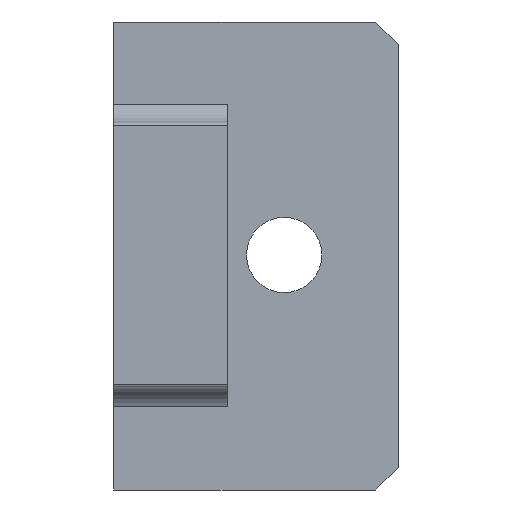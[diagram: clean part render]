
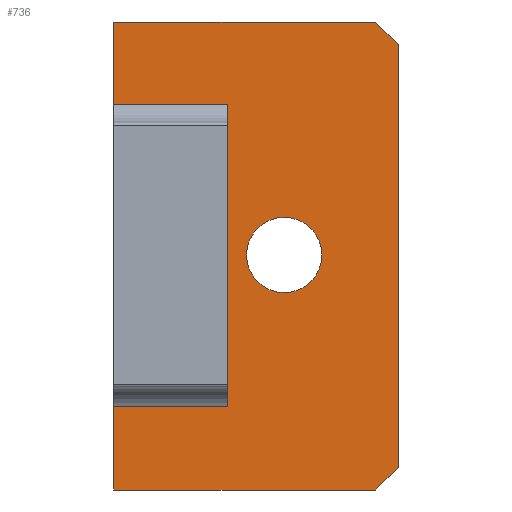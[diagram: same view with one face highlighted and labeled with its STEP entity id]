
A CAD part, front view. The second image highlights one B-rep face of the part: STEP entity #736.
In plain terms, the highlighted planar face has unit normal (0, -1, 0).
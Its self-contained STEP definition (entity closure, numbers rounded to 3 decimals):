
#113=CARTESIAN_POINT('',(284.945,584.551,290.085));
#114=DIRECTION('',(0.,-1.,0.));
#115=DIRECTION('',(1.,0.,0.));
#116=AXIS2_PLACEMENT_3D('',#113,#114,#115);
#118=CARTESIAN_POINT('',(284.945,584.551,290.085));
#119=DIRECTION('',(0.,-1.,0.));
#120=DIRECTION('',(-1.,0.,0.));
#121=AXIS2_PLACEMENT_3D('',#118,#119,#120);
#123=DIRECTION('',(-1.,0.,0.));
#124=VECTOR('',#123,10.);
#125=CARTESIAN_POINT('',(280.,584.551,276.856));
#126=LINE('',#125,#124);
#127=DIRECTION('',(-1.,0.,0.));
#128=VECTOR('',#127,10.);
#129=CARTESIAN_POINT('',(280.,584.551,303.314));
#130=LINE('',#129,#128);
#131=DIRECTION('',(0.,0.,1.));
#132=VECTOR('',#131,7.186);
#133=CARTESIAN_POINT('',(270.,584.551,303.314));
#134=LINE('',#133,#132);
#135=DIRECTION('',(1.,0.,0.));
#136=VECTOR('',#135,22.95);
#137=CARTESIAN_POINT('',(270.,584.551,310.5));
#138=LINE('',#137,#136);
#139=DIRECTION('',(0.707,0.,-0.707));
#140=VECTOR('',#139,2.828);
#141=CARTESIAN_POINT('',(292.95,584.551,310.5));
#142=LINE('',#141,#140);
#143=DIRECTION('',(-0.707,0.,-0.707));
#144=VECTOR('',#143,2.828);
#145=CARTESIAN_POINT('',(294.95,584.551,271.5));
#146=LINE('',#145,#144);
#147=DIRECTION('',(0.,0.,1.));
#148=VECTOR('',#147,7.356);
#149=CARTESIAN_POINT('',(270.,584.551,269.5));
#150=LINE('',#149,#148);
#212=DIRECTION('',(0.,0.,1.));
#213=VECTOR('',#212,37.);
#214=CARTESIAN_POINT('',(294.95,584.551,271.5));
#215=LINE('',#214,#213);
#240=DIRECTION('',(1.,0.,0.));
#241=VECTOR('',#240,22.95);
#242=CARTESIAN_POINT('',(270.,584.551,269.5));
#243=LINE('',#242,#241);
#341=DIRECTION('',(0.,0.,-1.));
#342=VECTOR('',#341,26.458);
#343=CARTESIAN_POINT('',(280.,584.551,303.314));
#344=LINE('',#343,#342);
#430=CARTESIAN_POINT('',(270.,584.551,269.5));
#432=VERTEX_POINT('',#430);
#439=CARTESIAN_POINT('',(270.,584.551,310.5));
#440=VERTEX_POINT('',#439);
#441=CARTESIAN_POINT('',(294.95,584.551,271.5));
#442=CARTESIAN_POINT('',(292.95,584.551,269.5));
#443=VERTEX_POINT('',#441);
#444=VERTEX_POINT('',#442);
#445=CARTESIAN_POINT('',(292.95,584.551,310.5));
#446=VERTEX_POINT('',#445);
#447=CARTESIAN_POINT('',(294.95,584.551,308.5));
#448=VERTEX_POINT('',#447);
#465=CARTESIAN_POINT('',(288.245,584.551,290.085));
#466=CARTESIAN_POINT('',(281.645,584.551,290.085));
#467=VERTEX_POINT('',#465);
#468=VERTEX_POINT('',#466);
#545=CARTESIAN_POINT('',(270.,584.551,276.856));
#546=VERTEX_POINT('',#545);
#547=CARTESIAN_POINT('',(270.,584.551,303.314));
#549=VERTEX_POINT('',#547);
#557=CARTESIAN_POINT('',(280.,584.551,276.856));
#558=VERTEX_POINT('',#557);
#559=CARTESIAN_POINT('',(280.,584.551,303.314));
#560=VERTEX_POINT('',#559);
#706=CARTESIAN_POINT('',(270.,584.551,310.5));
#707=DIRECTION('',(0.,-1.,0.));
#708=DIRECTION('',(0.,0.,-1.));
#709=AXIS2_PLACEMENT_3D('',#706,#707,#708);
#710=PLANE('',#709);
#712=ORIENTED_EDGE('',*,*,#711,.F.);
#714=ORIENTED_EDGE('',*,*,#713,.F.);
#715=ORIENTED_EDGE('',*,*,#698,.T.);
#716=ORIENTED_EDGE('',*,*,#606,.T.);
#718=ORIENTED_EDGE('',*,*,#717,.T.);
#720=ORIENTED_EDGE('',*,*,#719,.T.);
#722=ORIENTED_EDGE('',*,*,#721,.F.);
#724=ORIENTED_EDGE('',*,*,#723,.T.);
#726=ORIENTED_EDGE('',*,*,#725,.F.);
#727=ORIENTED_EDGE('',*,*,#594,.T.);
#728=EDGE_LOOP('',(#712,#714,#715,#716,#718,#720,#722,#724,#726,#727));
#729=FACE_OUTER_BOUND('',#728,.F.);
#731=ORIENTED_EDGE('',*,*,#730,.T.);
#733=ORIENTED_EDGE('',*,*,#732,.T.);
#734=EDGE_LOOP('',(#731,#733));
#735=FACE_BOUND('',#734,.F.);
#736=ADVANCED_FACE('',(#729,#735),#710,.T.);
#117=CIRCLE('',#116,3.3);
#122=CIRCLE('',#121,3.3);
#594=EDGE_CURVE('',#432,#546,#150,.T.);
#606=EDGE_CURVE('',#549,#440,#134,.T.);
#698=EDGE_CURVE('',#560,#549,#130,.T.);
#711=EDGE_CURVE('',#558,#546,#126,.T.);
#713=EDGE_CURVE('',#560,#558,#344,.T.);
#717=EDGE_CURVE('',#440,#446,#138,.T.);
#719=EDGE_CURVE('',#446,#448,#142,.T.);
#721=EDGE_CURVE('',#443,#448,#215,.T.);
#723=EDGE_CURVE('',#443,#444,#146,.T.);
#725=EDGE_CURVE('',#432,#444,#243,.T.);
#730=EDGE_CURVE('',#467,#468,#117,.T.);
#732=EDGE_CURVE('',#468,#467,#122,.T.);
